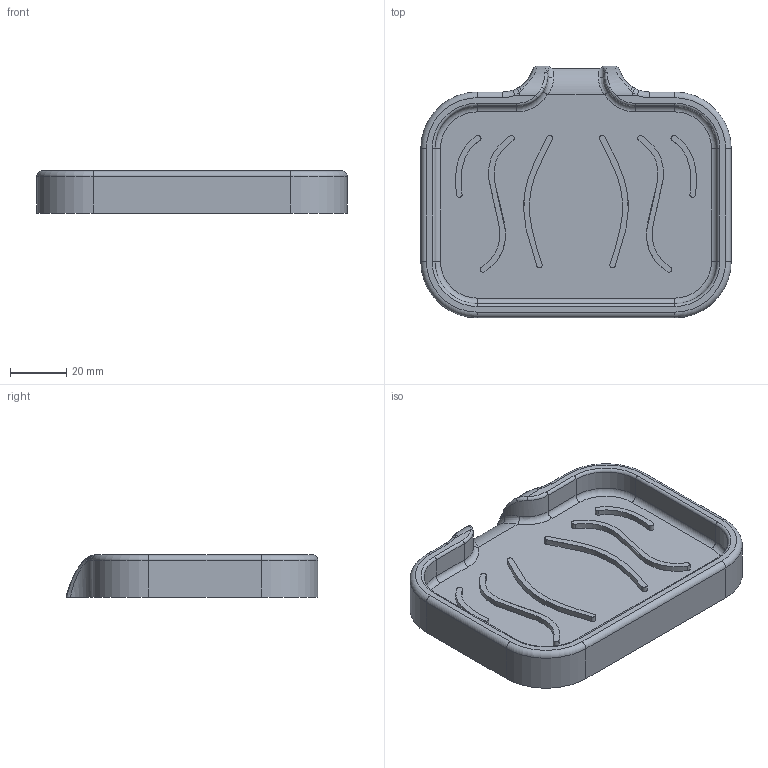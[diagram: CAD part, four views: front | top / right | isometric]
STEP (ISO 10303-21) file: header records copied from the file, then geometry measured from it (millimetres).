
FILE_DESCRIPTION(('STEP AP214'), '1');
FILE_NAME('檞錪膻攡', '', ('UNSPECIFIED'), ('UNSPECIFIED'), 'C3D Converter', 'C3D Toolkit', '');
FILE_SCHEMA(('AUTOMOTIVE_DESIGN { 1 0 10303 214 3 1 1}'));
Length unit declared in the file: millimetre
Bounding box: 110 x 89.2 x 15 mm (x, y, z)
Volume: 60328.3 mm3; surface area: 25866.2 mm2
Topology: 1 solids, 1 shells, 117 faces, 279 edges, 170 vertices
Faces by surface type: cylinder 42, bspline 22, plane 21, torus 18, extrusion 14
Entity records: 5204 total; most frequent: CARTESIAN_POINT 2648, ORIENTED_EDGE 558, DIRECTION 471, EDGE_CURVE 279, AXIS2_PLACEMENT_3D 184, VERTEX_POINT 170, FACE_BOUND 123, EDGE_LOOP 123
